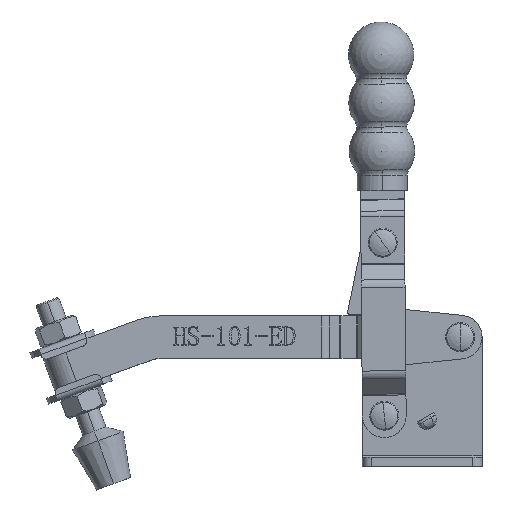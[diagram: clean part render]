
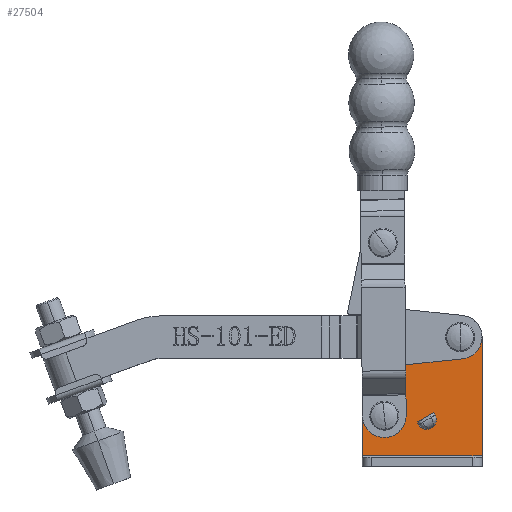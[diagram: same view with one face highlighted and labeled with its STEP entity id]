
A CAD part, top view. The second image highlights one B-rep face of the part: STEP entity #27504.
In plain terms, the highlighted planar face has unit normal (0, 0, 1).
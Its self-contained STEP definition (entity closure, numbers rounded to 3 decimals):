
#1287 = AXIS2_PLACEMENT_3D ( 'NONE', #12848, #12849, #12802 ) ;
#3788 = DIRECTION ( 'NONE',  ( -1., 0., 0. ) ) ;
#3790 = DIRECTION ( 'NONE',  ( 0., 0., -1. ) ) ;
#3791 = CARTESIAN_POINT ( 'NONE',  ( 21.146, 12.275, 3. ) ) ;
#3792 = DIRECTION ( 'NONE',  ( -1., 0., 0. ) ) ;
#3793 = DIRECTION ( 'NONE',  ( 0., 0., -1. ) ) ;
#3794 = CARTESIAN_POINT ( 'NONE',  ( 21.34, 12.387, 3. ) ) ;
#3795 = CARTESIAN_POINT ( 'NONE',  ( 20.048, 8.177, 3. ) ) ;
#3796 = DIRECTION ( 'NONE',  ( 0.866, 0.5, 0. ) ) ;
#3797 = DIRECTION ( 'NONE',  ( -0.5, 0.866, 0. ) ) ;
#3798 = DIRECTION ( 'NONE',  ( -0.866, -0.5, 0. ) ) ;
#3800 = DIRECTION ( 'NONE',  ( 1., 0., 0. ) ) ;
#3801 = DIRECTION ( 'NONE',  ( 0., 0., 1. ) ) ;
#3802 = CARTESIAN_POINT ( 'NONE',  ( 7.2, 13.692, 3. ) ) ;
#3803 = CARTESIAN_POINT ( 'NONE',  ( 18.048, 11.641, 3. ) ) ;
#3805 = CARTESIAN_POINT ( 'NONE',  ( 25.438, 11.289, 3. ) ) ;
#3806 = DIRECTION ( 'NONE',  ( 1., 0., 0. ) ) ;
#3807 = DIRECTION ( 'NONE',  ( 0., 0., 1. ) ) ;
#3808 = CARTESIAN_POINT ( 'NONE',  ( 32.2, 39.58, 3. ) ) ;
#3809 = DIRECTION ( 'NONE',  ( 0.5, -0.866, 0. ) ) ;
#3811 = CARTESIAN_POINT ( 'NONE',  ( 18.048, 11.641, 3. ) ) ;
#3812 = DIRECTION ( 'NONE',  ( -1., 0., 0. ) ) ;
#3813 = DIRECTION ( 'NONE',  ( 0., 0., 1. ) ) ;
#3814 = CARTESIAN_POINT ( 'NONE',  ( 7.2, 13.692, 3. ) ) ;
#3815 = DIRECTION ( 'NONE',  ( -1., 0., 0. ) ) ;
#3816 = DIRECTION ( 'NONE',  ( 0., 0., 1. ) ) ;
#3817 = CARTESIAN_POINT ( 'NONE',  ( 32.2, 39.58, 3. ) ) ;
#3818 = DIRECTION ( 'NONE',  ( 0., -1., 0. ) ) ;
#3819 = CARTESIAN_POINT ( 'NONE',  ( 0., 0., 3. ) ) ;
#3820 = CARTESIAN_POINT ( 'NONE',  ( 2.021, 18.693, 3. ) ) ;
#3821 = DIRECTION ( 'NONE',  ( 0., 1., 0. ) ) ;
#3822 = DIRECTION ( 'NONE',  ( -0.695, -0.719, 0. ) ) ;
#3823 = DIRECTION ( 'NONE',  ( -1., 0., 0. ) ) ;
#3828 = CARTESIAN_POINT ( 'NONE',  ( 39.4, 39.58, 3. ) ) ;
#3829 = CARTESIAN_POINT ( 'NONE',  ( 39.4, 0.5, 3. ) ) ;
#3831 = DIRECTION ( 'NONE',  ( 1., 0., 0. ) ) ;
#3832 = DIRECTION ( 'NONE',  ( 0., 0., 1. ) ) ;
#3833 = CARTESIAN_POINT ( 'NONE',  ( 32.2, 39.58, 3. ) ) ;
#3844 = DIRECTION ( 'NONE',  ( 1., 0., 0. ) ) ;
#3845 = DIRECTION ( 'NONE',  ( 0., 0., 1. ) ) ;
#3847 = CARTESIAN_POINT ( 'NONE',  ( 7.2, 13.692, 3. ) ) ;
#4012 = AXIS2_PLACEMENT_3D ( 'NONE', #3847, #3845, #3844 ) ;
#4014 = AXIS2_PLACEMENT_3D ( 'NONE', #3833, #3832, #3831 ) ;
#4016 = AXIS2_PLACEMENT_3D ( 'NONE', #3817, #3816, #3815 ) ;
#4017 = AXIS2_PLACEMENT_3D ( 'NONE', #3814, #3813, #3812 ) ;
#4018 = AXIS2_PLACEMENT_3D ( 'NONE', #3808, #3807, #3806 ) ;
#4019 = AXIS2_PLACEMENT_3D ( 'NONE', #3802, #3801, #3800 ) ;
#4020 = AXIS2_PLACEMENT_3D ( 'NONE', #3794, #3793, #3792 ) ;
#4021 = AXIS2_PLACEMENT_3D ( 'NONE', #3791, #3790, #3788 ) ;
#6230 = VECTOR ( 'NONE', #3796, 1000. ) ;
#6232 = CIRCLE ( 'NONE', #4021, 3. ) ;
#6236 = VECTOR ( 'NONE', #3797, 1000. ) ;
#6239 = LINE ( 'NONE', #3795, #6230 ) ;
#6242 = VECTOR ( 'NONE', #3798, 1000. ) ;
#6244 = CIRCLE ( 'NONE', #4020, 3. ) ;
#6245 = VECTOR ( 'NONE', #3809, 1000. ) ;
#6247 = LINE ( 'NONE', #3805, #6236 ) ;
#6248 = LINE ( 'NONE', #3811, #6245 ) ;
#6251 = CIRCLE ( 'NONE', #4019, 3.2 ) ;
#6254 = VECTOR ( 'NONE', #3818, 1000. ) ;
#6256 = CIRCLE ( 'NONE', #4018, 3.2 ) ;
#6257 = LINE ( 'NONE', #3819, #6254 ) ;
#6258 = VECTOR ( 'NONE', #3822, 1000. ) ;
#6260 = CIRCLE ( 'NONE', #4017, 7.2 ) ;
#6262 = LINE ( 'NONE', #3820, #6258 ) ;
#6265 = VECTOR ( 'NONE', #3821, 1000. ) ;
#6266 = LINE ( 'NONE', #3803, #6242 ) ;
#6269 = VECTOR ( 'NONE', #3823, 1000. ) ;
#6271 = CIRCLE ( 'NONE', #4016, 7.2 ) ;
#6276 = LINE ( 'NONE', #3828, #6265 ) ;
#6278 = LINE ( 'NONE', #3829, #6269 ) ;
#6298 = CIRCLE ( 'NONE', #4014, 3.2 ) ;
#6313 = CIRCLE ( 'NONE', #4012, 3.2 ) ;
#12802 = DIRECTION ( 'NONE',  ( -1., 0., 0. ) ) ;
#12804 = PLANE ( 'NONE',  #1287 ) ;
#12848 = CARTESIAN_POINT ( 'NONE',  ( 7.2, 13.692, 3. ) ) ;
#12849 = DIRECTION ( 'NONE',  ( 0., 0., -1. ) ) ;
#13480 = FACE_BOUND ( 'NONE', #18368, .T. ) ;
#13481 = FACE_OUTER_BOUND ( 'NONE', #18416, .T. ) ;
#13486 = FACE_BOUND ( 'NONE', #18420, .T. ) ;
#13491 = FACE_BOUND ( 'NONE', #18445, .T. ) ;
#16968 = CARTESIAN_POINT ( 'NONE',  ( 18.548, 10.775, 3. ) ) ;
#17050 = CARTESIAN_POINT ( 'NONE',  ( 2.021, 18.693, 3. ) ) ;
#17177 = CARTESIAN_POINT ( 'NONE',  ( 39.4, 39.58, 3. ) ) ;
#17190 = CARTESIAN_POINT ( 'NONE',  ( 29., 39.58, 3. ) ) ;
#17245 = CARTESIAN_POINT ( 'NONE',  ( 0., 13.692, 3. ) ) ;
#17382 = CARTESIAN_POINT ( 'NONE',  ( 4., 13.692, 3. ) ) ;
#17460 = CARTESIAN_POINT ( 'NONE',  ( 22.646, 9.677, 3. ) ) ;
#17587 = CARTESIAN_POINT ( 'NONE',  ( 23.938, 13.887, 3. ) ) ;
#17604 = CARTESIAN_POINT ( 'NONE',  ( 18.048, 11.641, 3. ) ) ;
#17672 = CARTESIAN_POINT ( 'NONE',  ( 22.84, 9.789, 3. ) ) ;
#17729 = CARTESIAN_POINT ( 'NONE',  ( 27.021, 44.582, 3. ) ) ;
#17799 = CARTESIAN_POINT ( 'NONE',  ( 23.438, 14.753, 3. ) ) ;
#17948 = CARTESIAN_POINT ( 'NONE',  ( 39.4, 0.5, 3. ) ) ;
#18009 = CARTESIAN_POINT ( 'NONE',  ( 35.4, 39.58, 3. ) ) ;
#18057 = CARTESIAN_POINT ( 'NONE',  ( 10.4, 13.692, 3. ) ) ;
#18105 = CARTESIAN_POINT ( 'NONE',  ( 0., 0.5, 3. ) ) ;
#18368 = EDGE_LOOP ( 'NONE', ( #23423, #23422 ) ) ;
#18416 = EDGE_LOOP ( 'NONE', ( #23431, #23430, #23429, #23428, #23427, #23426 ) ) ;
#18420 = EDGE_LOOP ( 'NONE', ( #23425, #23424 ) ) ;
#18445 = EDGE_LOOP ( 'NONE', ( #23421, #23420, #23419, #23418, #23417, #23416 ) ) ;
#19281 = VERTEX_POINT ( 'NONE', #18057 ) ;
#19296 = VERTEX_POINT ( 'NONE', #18009 ) ;
#19320 = VERTEX_POINT ( 'NONE', #17948 ) ;
#19373 = VERTEX_POINT ( 'NONE', #17799 ) ;
#19515 = VERTEX_POINT ( 'NONE', #17245 ) ;
#19536 = VERTEX_POINT ( 'NONE', #17190 ) ;
#19593 = VERTEX_POINT ( 'NONE', #17050 ) ;
#19628 = VERTEX_POINT ( 'NONE', #16968 ) ;
#19744 = VERTEX_POINT ( 'NONE', #18105 ) ;
#20215 = VERTEX_POINT ( 'NONE', #17729 ) ;
#20291 = VERTEX_POINT ( 'NONE', #17672 ) ;
#20597 = VERTEX_POINT ( 'NONE', #17604 ) ;
#20609 = VERTEX_POINT ( 'NONE', #17587 ) ;
#21425 = VERTEX_POINT ( 'NONE', #17460 ) ;
#21521 = VERTEX_POINT ( 'NONE', #17382 ) ;
#21777 = VERTEX_POINT ( 'NONE', #17177 ) ;
#23416 = ORIENTED_EDGE ( 'NONE', *, *, #28663, .T. ) ;
#23417 = ORIENTED_EDGE ( 'NONE', *, *, #28662, .F. ) ;
#23418 = ORIENTED_EDGE ( 'NONE', *, *, #28661, .T. ) ;
#23419 = ORIENTED_EDGE ( 'NONE', *, *, #28660, .F. ) ;
#23420 = ORIENTED_EDGE ( 'NONE', *, *, #28659, .F. ) ;
#23421 = ORIENTED_EDGE ( 'NONE', *, *, #28658, .F. ) ;
#23422 = ORIENTED_EDGE ( 'NONE', *, *, #28657, .F. ) ;
#23423 = ORIENTED_EDGE ( 'NONE', *, *, #28642, .F. ) ;
#23424 = ORIENTED_EDGE ( 'NONE', *, *, #28656, .F. ) ;
#23425 = ORIENTED_EDGE ( 'NONE', *, *, #28646, .F. ) ;
#23426 = ORIENTED_EDGE ( 'NONE', *, *, #28655, .T. ) ;
#23427 = ORIENTED_EDGE ( 'NONE', *, *, #28654, .T. ) ;
#23428 = ORIENTED_EDGE ( 'NONE', *, *, #28653, .T. ) ;
#23429 = ORIENTED_EDGE ( 'NONE', *, *, #28652, .T. ) ;
#23430 = ORIENTED_EDGE ( 'NONE', *, *, #28651, .T. ) ;
#23431 = ORIENTED_EDGE ( 'NONE', *, *, #28650, .F. ) ;
#27504 = ADVANCED_FACE ( 'NONE', ( #13481, #13486, #13480, #13491 ), #12804, .F. ) ;
#28642 = EDGE_CURVE ( 'NONE', #21521, #19281, #6313, .T. ) ;
#28646 = EDGE_CURVE ( 'NONE', #19536, #19296, #6298, .T. ) ;
#28650 = EDGE_CURVE ( 'NONE', #19320, #19744, #6278, .T. ) ;
#28651 = EDGE_CURVE ( 'NONE', #19320, #21777, #6276, .T. ) ;
#28652 = EDGE_CURVE ( 'NONE', #21777, #20215, #6271, .T. ) ;
#28653 = EDGE_CURVE ( 'NONE', #20215, #19593, #6262, .T. ) ;
#28654 = EDGE_CURVE ( 'NONE', #19593, #19515, #6260, .T. ) ;
#28655 = EDGE_CURVE ( 'NONE', #19515, #19744, #6257, .T. ) ;
#28656 = EDGE_CURVE ( 'NONE', #19296, #19536, #6256, .T. ) ;
#28657 = EDGE_CURVE ( 'NONE', #19281, #21521, #6251, .T. ) ;
#28658 = EDGE_CURVE ( 'NONE', #20597, #19628, #6248, .T. ) ;
#28659 = EDGE_CURVE ( 'NONE', #19373, #20597, #6266, .T. ) ;
#28660 = EDGE_CURVE ( 'NONE', #20609, #19373, #6247, .T. ) ;
#28661 = EDGE_CURVE ( 'NONE', #20609, #20291, #6244, .T. ) ;
#28662 = EDGE_CURVE ( 'NONE', #21425, #20291, #6239, .T. ) ;
#28663 = EDGE_CURVE ( 'NONE', #21425, #19628, #6232, .T. ) ;
